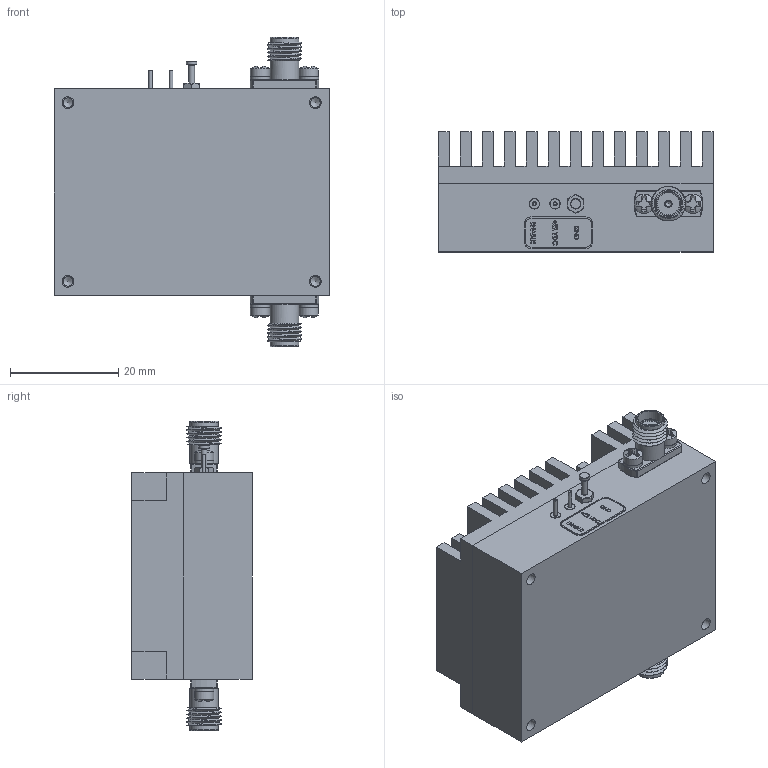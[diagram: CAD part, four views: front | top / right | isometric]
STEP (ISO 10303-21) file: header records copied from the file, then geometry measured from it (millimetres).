
FILE_DESCRIPTION (( 'STEP AP214' ), '1' );
FILE_NAME ('PA-2G18G-43-5-40-SFF.STEP', '2024-11-25T16:57:07', ( '' ), ( '' ), 'SwSTEP 2.0', 'SolidWorks 2024', '' );
FILE_SCHEMA (( 'AUTOMOTIVE_DESIGN' ));
Length unit declared in the file: inch
Products named in the file (1): PA-2G18G-43-5-40-SFF
Bounding box: 50.93 x 22.23 x 57.15 mm (x, y, z)
Volume: 36929.3 mm3; surface area: 19807.1 mm2
Topology: 27 solids, 27 shells, 1012 faces, 3342 edges, 2660 vertices
Faces by surface type: plane 597, cylinder 203, torus 78, cone 69, sphere 49, bspline 16
Full cylindrical faces by diameter (mm): 0.305 x2, 0.559 x2, 0.635 x4, 1.016 x2, 1.067 x1, 1.27 x2, 1.778 x13, 1.93 x3, 2.184 x23, 2.591 x4, 2.705 x5, 3.302 x2, 3.556 x4, 4.191 x4, 4.242 x5, 4.572 x5, 4.597 x2, 5.283 x4
Entity records: 57068 total; most frequent: CARTESIAN_POINT 15385, ORIENTED_EDGE 6216, DIRECTION 5052, EDGE_CURVE 3108, VERTEX_POINT 2632, AXIS2_PLACEMENT_3D 1716, VECTOR 1620, LINE 1620
